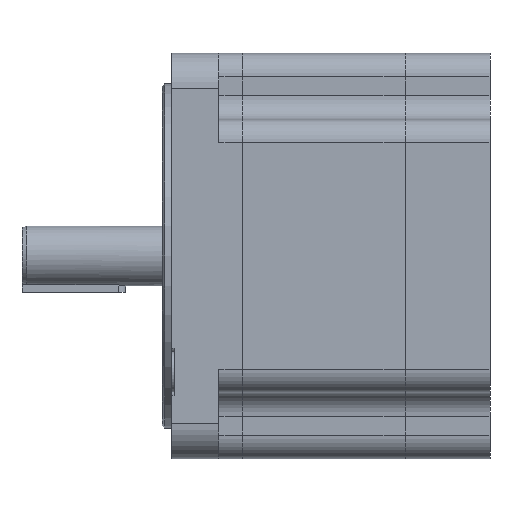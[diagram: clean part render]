
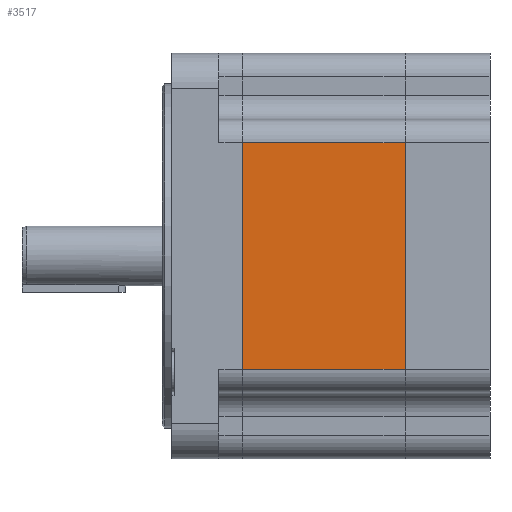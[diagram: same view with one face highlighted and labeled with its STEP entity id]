
A CAD part, left-side view. The second image highlights one B-rep face of the part: STEP entity #3517.
In plain terms, the highlighted planar face has unit normal (-1, 0, 0).
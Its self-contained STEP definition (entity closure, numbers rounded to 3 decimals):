
#572 = ORIENTED_EDGE ( 'NONE', *, *, #5536, .T. ) ;
#575 = ORIENTED_EDGE ( 'NONE', *, *, #5457, .T. ) ;
#583 = ORIENTED_EDGE ( 'NONE', *, *, #5459, .T. ) ;
#585 = ORIENTED_EDGE ( 'NONE', *, *, #3297, .F. ) ;
#641 = VERTEX_POINT ( 'NONE', #4691 ) ;
#649 = VERTEX_POINT ( 'NONE', #4695 ) ;
#703 = VERTEX_POINT ( 'NONE', #4721 ) ;
#715 = VERTEX_POINT ( 'NONE', #4728 ) ;
#1605 = EDGE_LOOP ( 'NONE', ( #585, #575, #583, #572 ) ) ;
#2104 = FACE_OUTER_BOUND ( 'NONE', #1605, .T. ) ;
#2111 = AXIS2_PLACEMENT_3D ( 'NONE', #2724, #2725, #2726 ) ;
#2723 = PLANE ( 'NONE',  #2111 ) ;
#2724 = CARTESIAN_POINT ( 'NONE',  ( -13.393, 67.5, -18.144 ) ) ;
#2725 = DIRECTION ( 'NONE',  ( 1., 0., 0. ) ) ;
#2726 = DIRECTION ( 'NONE',  ( 0., 0., -1. ) ) ;
#3297 = EDGE_CURVE ( 'NONE', #703, #715, #9308, .T. ) ;
#3517 = ADVANCED_FACE ( 'NONE', ( #2104 ), #2723, .F. ) ;
#4691 = CARTESIAN_POINT ( 'NONE',  ( -13.393, 18.01, 41.356 ) ) ;
#4695 = CARTESIAN_POINT ( 'NONE',  ( -13.393, 18.01, -6.644 ) ) ;
#4721 = CARTESIAN_POINT ( 'NONE',  ( -13.393, 52.49, -6.644 ) ) ;
#4728 = CARTESIAN_POINT ( 'NONE',  ( -13.393, 52.49, 41.356 ) ) ;
#5457 = EDGE_CURVE ( 'NONE', #703, #649, #8268, .T. ) ;
#5459 = EDGE_CURVE ( 'NONE', #649, #641, #8283, .T. ) ;
#5536 = EDGE_CURVE ( 'NONE', #641, #715, #8625, .T. ) ;
#7371 = VECTOR ( 'NONE', #8285, 1000. ) ;
#7625 = VECTOR ( 'NONE', #8627, 1000. ) ;
#8268 = LINE ( 'NONE', #8269, #11068 ) ;
#8269 = CARTESIAN_POINT ( 'NONE',  ( -13.393, 67.5, -6.644 ) ) ;
#8270 = DIRECTION ( 'NONE',  ( 0., -1., 0. ) ) ;
#8283 = LINE ( 'NONE', #8284, #7371 ) ;
#8284 = CARTESIAN_POINT ( 'NONE',  ( -13.393, 18.01, -18.144 ) ) ;
#8285 = DIRECTION ( 'NONE',  ( 0., 0., 1. ) ) ;
#8625 = LINE ( 'NONE', #8626, #7625 ) ;
#8626 = CARTESIAN_POINT ( 'NONE',  ( -13.393, 67.5, 41.356 ) ) ;
#8627 = DIRECTION ( 'NONE',  ( 0., 1., 0. ) ) ;
#8759 = VECTOR ( 'NONE', #9310, 1000. ) ;
#9308 = LINE ( 'NONE', #9309, #8759 ) ;
#9309 = CARTESIAN_POINT ( 'NONE',  ( -13.393, 52.49, -18.144 ) ) ;
#9310 = DIRECTION ( 'NONE',  ( 0., 0., 1. ) ) ;
#11068 = VECTOR ( 'NONE', #8270, 1000. ) ;
